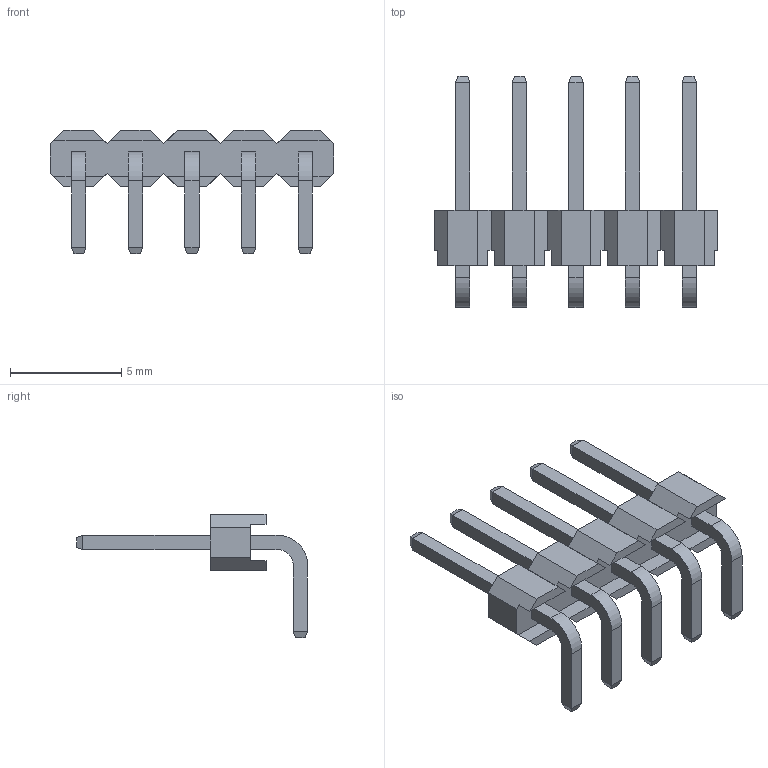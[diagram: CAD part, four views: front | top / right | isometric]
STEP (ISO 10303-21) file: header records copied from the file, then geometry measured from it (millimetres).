
FILE_DESCRIPTION(('STEP AP214'), '1');
FILE_NAME('PLS-RD', '', ('UNSPECIFIED'), ('UNSPECIFIED'), 'ASCON STEP Converter 1.6', 'ASCON Math Kernel', '');
FILE_SCHEMA(('AUTOMOTIVE_DESIGN { 1 0 10303 214 3 1 1}'));
Length unit declared in the file: millimetre
Bounding box: 12.7 x 10.36 x 5.54 mm (x, y, z)
Volume: 81.6 mm3; surface area: 302.5 mm2
Topology: 1 solids, 1 shells, 164 faces, 416 edges, 264 vertices
Faces by surface type: plane 154, cylinder 10
Entity records: 6152 total; most frequent: CARTESIAN_POINT 845, ORIENTED_EDGE 832, DIRECTION 766, EDGE_CURVE 416, LINE 396, VECTOR 396, VERTEX_POINT 264, AXIS2_PLACEMENT_3D 185
